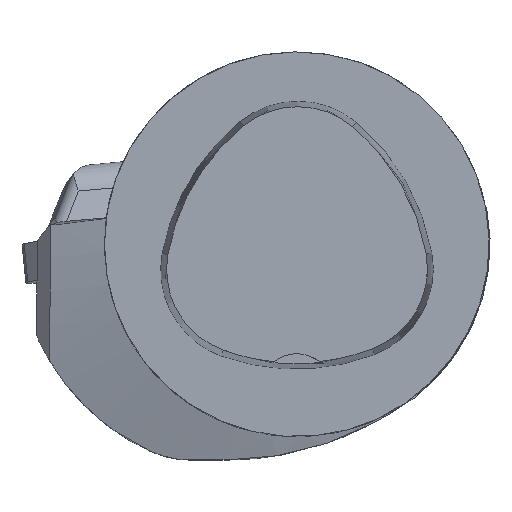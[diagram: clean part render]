
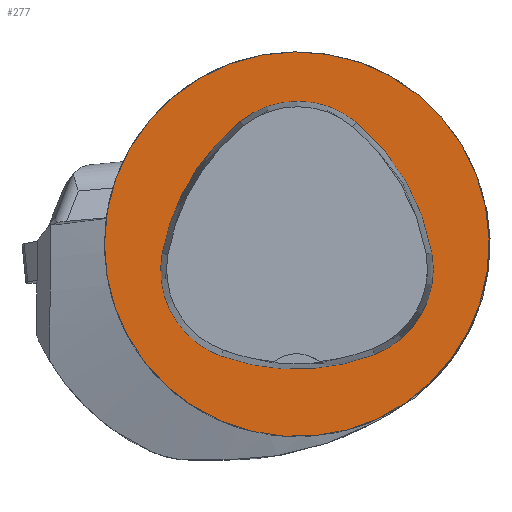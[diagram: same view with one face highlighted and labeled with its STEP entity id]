
A CAD part, top view. The second image highlights one B-rep face of the part: STEP entity #277.
In plain terms, the highlighted planar face has unit normal (0, 0, 1).
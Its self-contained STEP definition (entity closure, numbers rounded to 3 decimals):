
#277=ADVANCED_FACE('',(#679,#680),#351,.T.);
#351=PLANE('',#1881);
#679=FACE_BOUND('',#724,.T.);
#680=FACE_BOUND('',#725,.T.);
#724=EDGE_LOOP('',(#984,#985,#986,#987,#988,#989));
#725=EDGE_LOOP('',(#990));
#984=ORIENTED_EDGE('',*,*,#1555,.T.);
#985=ORIENTED_EDGE('',*,*,#1535,.T.);
#986=ORIENTED_EDGE('',*,*,#1539,.T.);
#987=ORIENTED_EDGE('',*,*,#1542,.T.);
#988=ORIENTED_EDGE('',*,*,#1545,.T.);
#989=ORIENTED_EDGE('',*,*,#1553,.T.);
#990=ORIENTED_EDGE('',*,*,#1526,.F.);
#1346=VERTEX_POINT('',#2815);
#1355=VERTEX_POINT('',#2834);
#1356=VERTEX_POINT('',#2835);
#1359=VERTEX_POINT('',#2843);
#1361=VERTEX_POINT('',#2849);
#1363=VERTEX_POINT('',#2855);
#1370=VERTEX_POINT('',#2876);
#1526=EDGE_CURVE('',#1346,#1346,#1676,.T.);
#1535=EDGE_CURVE('',#1355,#1356,#1677,.T.);
#1539=EDGE_CURVE('',#1356,#1359,#1679,.T.);
#1542=EDGE_CURVE('',#1359,#1361,#1681,.T.);
#1545=EDGE_CURVE('',#1361,#1363,#1683,.T.);
#1553=EDGE_CURVE('',#1363,#1370,#1687,.T.);
#1555=EDGE_CURVE('',#1370,#1355,#1689,.T.);
#1676=CIRCLE('',#1853,31.5);
#1677=CIRCLE('',#1859,36.);
#1679=CIRCLE('',#1862,15.);
#1681=CIRCLE('',#1865,36.);
#1683=CIRCLE('',#1868,15.);
#1687=CIRCLE('',#1873,36.);
#1689=CIRCLE('',#1876,15.);
#1853=AXIS2_PLACEMENT_3D('',#2814,#2150,#2151);
#1859=AXIS2_PLACEMENT_3D('',#2833,#2166,#2167);
#1862=AXIS2_PLACEMENT_3D('',#2842,#2174,#2175);
#1865=AXIS2_PLACEMENT_3D('',#2848,#2181,#2182);
#1868=AXIS2_PLACEMENT_3D('',#2854,#2188,#2189);
#1873=AXIS2_PLACEMENT_3D('',#2877,#2200,#2201);
#1876=AXIS2_PLACEMENT_3D('',#2880,#2206,#2207);
#1881=AXIS2_PLACEMENT_3D('',#2885,#2216,#2217);
#2150=DIRECTION('',(0.,0.,-1.));
#2151=DIRECTION('',(-1.,0.,0.));
#2166=DIRECTION('',(0.,0.,-1.));
#2167=DIRECTION('',(-1.,0.,0.));
#2174=DIRECTION('',(0.,0.,-1.));
#2175=DIRECTION('',(-1.,0.,0.));
#2181=DIRECTION('',(0.,0.,-1.));
#2182=DIRECTION('',(-1.,0.,0.));
#2188=DIRECTION('',(0.,0.,-1.));
#2189=DIRECTION('',(-1.,0.,0.));
#2200=DIRECTION('',(0.,0.,-1.));
#2201=DIRECTION('',(-1.,0.,0.));
#2206=DIRECTION('',(0.,0.,-1.));
#2207=DIRECTION('',(-1.,0.,0.));
#2216=DIRECTION('',(0.,0.,1.));
#2217=DIRECTION('',(1.,0.,0.));
#2814=CARTESIAN_POINT('',(0.,0.,0.));
#2815=CARTESIAN_POINT('',(-31.5,0.,0.));
#2833=CARTESIAN_POINT('',(13.398,-7.893,0.));
#2834=CARTESIAN_POINT('',(-22.041,-1.562,0.));
#2835=CARTESIAN_POINT('',(-9.317,20.036,0.));
#2842=CARTESIAN_POINT('',(0.148,8.399,0.));
#2843=CARTESIAN_POINT('',(9.779,19.898,0.));
#2848=CARTESIAN_POINT('',(-13.337,-7.7,0.));
#2849=CARTESIAN_POINT('',(22.122,-1.48,0.));
#2854=CARTESIAN_POINT('',(7.347,-4.071,0.));
#2855=CARTESIAN_POINT('',(12.693,-18.087,0.));
#2876=CARTESIAN_POINT('',(-12.373,-18.307,0.));
#2877=CARTESIAN_POINT('',(-0.137,15.55,0.));
#2880=CARTESIAN_POINT('',(-7.275,-4.2,0.));
#2885=CARTESIAN_POINT('',(0.,0.,0.));
